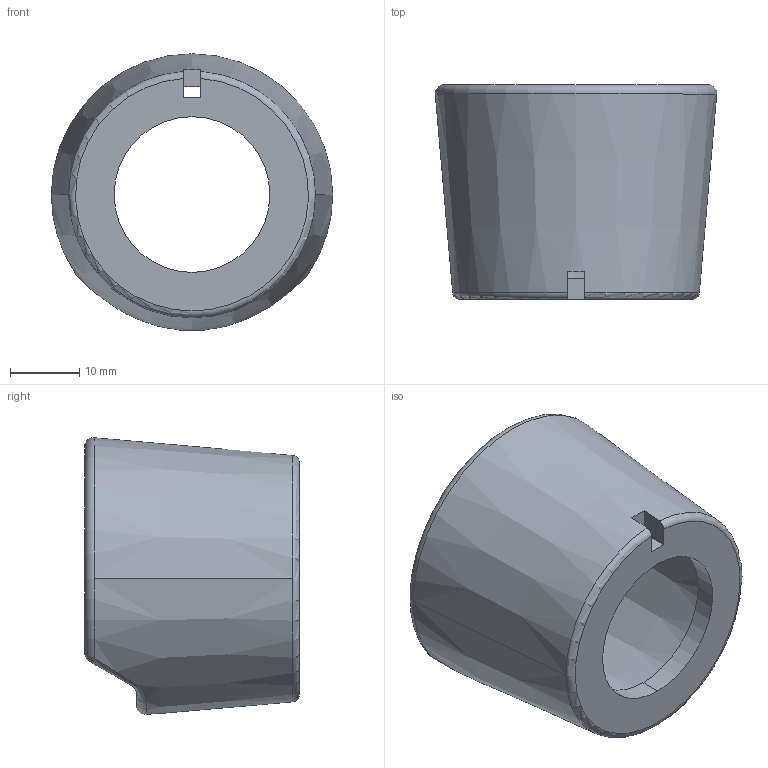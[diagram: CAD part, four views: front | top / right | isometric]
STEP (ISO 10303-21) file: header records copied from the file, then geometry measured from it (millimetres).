
FILE_DESCRIPTION((''),'2;1');
FILE_NAME('182488_ASM','2014-07-22T',('pdmadmin'),(''),'PRO/ENGINEER BY PARAMETRIC TECHNOLOGY CORPORATION, 2013230','PRO/ENGINEER BY PARAMETRIC TECHNOLOGY CORPORATION, 2013230','');
FILE_SCHEMA(('CONFIG_CONTROL_DESIGN'));
Length unit declared in the file: millimetre
Products named in the file (2): 179383; 182488_ASM
Assembly tree (1 placements, depth 2):
  182488_ASM
    179383
Bounding box: 40.68 x 31 x 39.95 mm (x, y, z)
Volume: 9067 mm3; surface area: 7564.9 mm2
Topology: 1 solids, 1 shells, 21 faces, 63 edges, 42 vertices
Faces by surface type: plane 6, cone 6, bspline 6, torus 3
Entity records: 1708 total; most frequent: CARTESIAN_POINT 1102, ORIENTED_EDGE 126, DIRECTION 106, EDGE_CURVE 63, AXIS2_PLACEMENT_3D 45, VERTEX_POINT 42, CIRCLE 27, EDGE_LOOP 23
